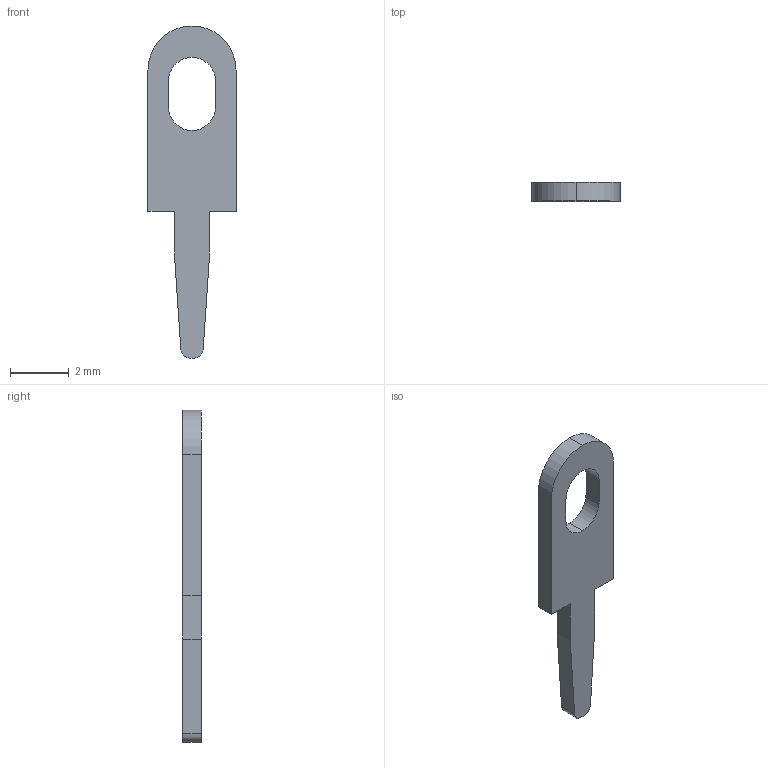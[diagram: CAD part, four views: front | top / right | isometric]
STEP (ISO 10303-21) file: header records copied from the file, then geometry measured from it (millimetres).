
FILE_DESCRIPTION (( 'STEP AP214' ), '1' );
FILE_NAME ('CONN-TH_L3.0-W1.2.step', '2022-08-02T17:53:49', ( '' ), ( '' ), 'SwSTEP 2.0', 'SolidWorks 2020', '' );
FILE_SCHEMA (( 'AUTOMOTIVE_DESIGN' ));
Length unit declared in the file: millimetre
Products named in the file (1): CONN-TH_L3.0-W1.2
Bounding box: 3 x 0.63 x 11.3 mm (x, y, z)
Volume: 12.3 mm3; surface area: 61 mm2
Topology: 14 solids, 14 shells, 361 faces, 978 edges, 652 vertices
Faces by surface type: plane 219, bspline 135, cylinder 7
Entity records: 16052 total; most frequent: CARTESIAN_POINT 5151, ORIENTED_EDGE 1956, DIRECTION 1172, EDGE_CURVE 978, VECTOR 690, LINE 690, VERTEX_POINT 652, EDGE_LOOP 382
